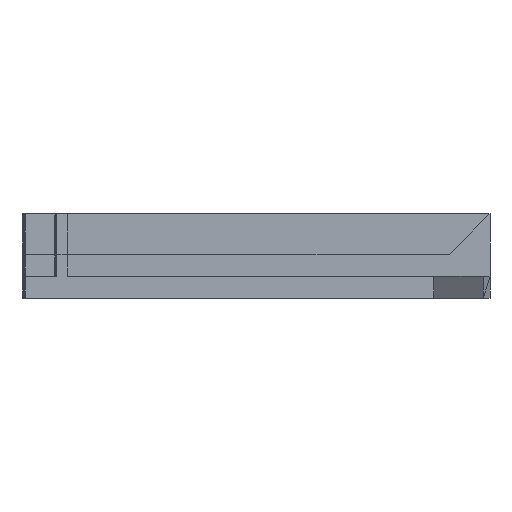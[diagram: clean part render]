
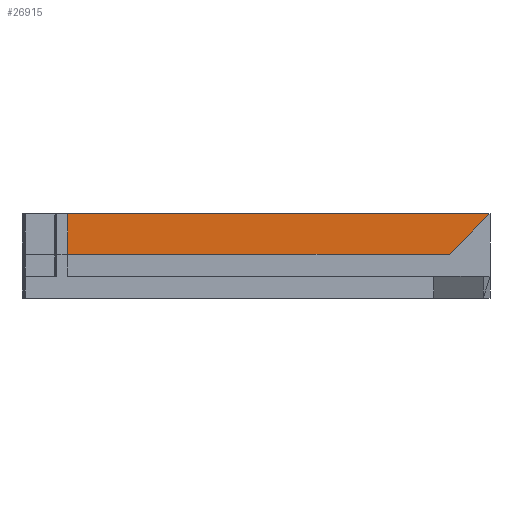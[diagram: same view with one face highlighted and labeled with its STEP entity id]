
A CAD part, left-side view. The second image highlights one B-rep face of the part: STEP entity #26915.
In plain terms, the highlighted face is planar.
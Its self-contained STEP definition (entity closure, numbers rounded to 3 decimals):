
#20814 = PLANE('',#20815);
#20815 = AXIS2_PLACEMENT_3D('',#20816,#20817,#20818);
#20816 = CARTESIAN_POINT('',(-45.769,3.302,27.));
#20817 = DIRECTION('',(0.,0.,1.));
#20818 = DIRECTION('',(1.,0.,-0.));
#21497 = PLANE('',#21498);
#21498 = AXIS2_PLACEMENT_3D('',#21499,#21500,#21501);
#21499 = CARTESIAN_POINT('',(-47.536,63.35,20.5));
#21500 = DIRECTION('',(-0.,-1.,-0.));
#21501 = DIRECTION('',(0.,0.,-1.));
#25696 = PLANE('',#25697);
#25697 = AXIS2_PLACEMENT_3D('',#25698,#25699,#25700);
#25698 = CARTESIAN_POINT('',(-45.736,-71.397,
    7.975));
#25699 = DIRECTION('',(-0.,-1.,-0.));
#25700 = DIRECTION('',(0.,0.,-1.));
#26047 = VERTEX_POINT('',#26048);
#26048 = CARTESIAN_POINT('',(-46.836,-71.397,27.));
#26069 = EDGE_CURVE('',#26070,#26047,#26072,.T.);
#26070 = VERTEX_POINT('',#26071);
#26071 = CARTESIAN_POINT('',(-46.836,-71.397,
    26.997));
#26072 = SURFACE_CURVE('',#26073,(#26077,#26084),.PCURVE_S1.);
#26073 = LINE('',#26074,#26075);
#26074 = CARTESIAN_POINT('',(-46.836,-71.397,
    26.997));
#26075 = VECTOR('',#26076,1.);
#26076 = DIRECTION('',(0.,0.,1.));
#26077 = PCURVE('',#25696,#26078);
#26078 = DEFINITIONAL_REPRESENTATION('',(#26079),#26083);
#26079 = LINE('',#26080,#26081);
#26080 = CARTESIAN_POINT('',(-19.022,-1.1));
#26081 = VECTOR('',#26082,1.);
#26082 = DIRECTION('',(-1.,0.));
#26083 = ( GEOMETRIC_REPRESENTATION_CONTEXT(2) 
PARAMETRIC_REPRESENTATION_CONTEXT() REPRESENTATION_CONTEXT('2D SPACE',''
  ) );
#26084 = PCURVE('',#26085,#26090);
#26085 = PLANE('',#26086);
#26086 = AXIS2_PLACEMENT_3D('',#26087,#26088,#26089);
#26087 = CARTESIAN_POINT('',(-46.836,-2.12,
    20.793));
#26088 = DIRECTION('',(-1.,-0.,-0.));
#26089 = DIRECTION('',(0.,0.,-1.));
#26090 = DEFINITIONAL_REPRESENTATION('',(#26091),#26095);
#26091 = LINE('',#26092,#26093);
#26092 = CARTESIAN_POINT('',(-6.204,69.277));
#26093 = VECTOR('',#26094,1.);
#26094 = DIRECTION('',(-1.,0.));
#26095 = ( GEOMETRIC_REPRESENTATION_CONTEXT(2) 
PARAMETRIC_REPRESENTATION_CONTEXT() REPRESENTATION_CONTEXT('2D SPACE',''
  ) );
#26113 = PLANE('',#26114);
#26114 = AXIS2_PLACEMENT_3D('',#26115,#26116,#26117);
#26115 = CARTESIAN_POINT('',(-47.536,-64.899,
    20.498));
#26116 = DIRECTION('',(0.,0.707,0.707));
#26117 = DIRECTION('',(0.,0.707,-0.707));
#26368 = PLANE('',#26369);
#26369 = AXIS2_PLACEMENT_3D('',#26370,#26371,#26372);
#26370 = CARTESIAN_POINT('',(-47.536,2.475,14.));
#26371 = DIRECTION('',(0.,0.,1.));
#26372 = DIRECTION('',(1.,0.,-0.));
#26485 = VERTEX_POINT('',#26486);
#26486 = CARTESIAN_POINT('',(-46.836,63.35,14.));
#26509 = VERTEX_POINT('',#26510);
#26510 = CARTESIAN_POINT('',(-46.836,-58.4,14.));
#26531 = EDGE_CURVE('',#26485,#26509,#26532,.T.);
#26532 = SURFACE_CURVE('',#26533,(#26537,#26544),.PCURVE_S1.);
#26533 = LINE('',#26534,#26535);
#26534 = CARTESIAN_POINT('',(-46.836,63.35,14.));
#26535 = VECTOR('',#26536,1.);
#26536 = DIRECTION('',(0.,-1.,0.));
#26537 = PCURVE('',#26368,#26538);
#26538 = DEFINITIONAL_REPRESENTATION('',(#26539),#26543);
#26539 = LINE('',#26540,#26541);
#26540 = CARTESIAN_POINT('',(0.7,60.875));
#26541 = VECTOR('',#26542,1.);
#26542 = DIRECTION('',(0.,-1.));
#26543 = ( GEOMETRIC_REPRESENTATION_CONTEXT(2) 
PARAMETRIC_REPRESENTATION_CONTEXT() REPRESENTATION_CONTEXT('2D SPACE',''
  ) );
#26544 = PCURVE('',#26085,#26545);
#26545 = DEFINITIONAL_REPRESENTATION('',(#26546),#26550);
#26546 = LINE('',#26547,#26548);
#26547 = CARTESIAN_POINT('',(6.793,-65.47));
#26548 = VECTOR('',#26549,1.);
#26549 = DIRECTION('',(0.,1.));
#26550 = ( GEOMETRIC_REPRESENTATION_CONTEXT(2) 
PARAMETRIC_REPRESENTATION_CONTEXT() REPRESENTATION_CONTEXT('2D SPACE',''
  ) );
#26840 = VERTEX_POINT('',#26841);
#26841 = CARTESIAN_POINT('',(-46.836,63.35,27.));
#26862 = EDGE_CURVE('',#26840,#26047,#26863,.T.);
#26863 = SURFACE_CURVE('',#26864,(#26868,#26875),.PCURVE_S1.);
#26864 = LINE('',#26865,#26866);
#26865 = CARTESIAN_POINT('',(-46.836,63.35,27.));
#26866 = VECTOR('',#26867,1.);
#26867 = DIRECTION('',(0.,-1.,0.));
#26868 = PCURVE('',#20814,#26869);
#26869 = DEFINITIONAL_REPRESENTATION('',(#26870),#26874);
#26870 = LINE('',#26871,#26872);
#26871 = CARTESIAN_POINT('',(-1.067,60.048));
#26872 = VECTOR('',#26873,1.);
#26873 = DIRECTION('',(0.,-1.));
#26874 = ( GEOMETRIC_REPRESENTATION_CONTEXT(2) 
PARAMETRIC_REPRESENTATION_CONTEXT() REPRESENTATION_CONTEXT('2D SPACE',''
  ) );
#26875 = PCURVE('',#26085,#26876);
#26876 = DEFINITIONAL_REPRESENTATION('',(#26877),#26881);
#26877 = LINE('',#26878,#26879);
#26878 = CARTESIAN_POINT('',(-6.207,-65.47));
#26879 = VECTOR('',#26880,1.);
#26880 = DIRECTION('',(0.,1.));
#26881 = ( GEOMETRIC_REPRESENTATION_CONTEXT(2) 
PARAMETRIC_REPRESENTATION_CONTEXT() REPRESENTATION_CONTEXT('2D SPACE',''
  ) );
#26915 = ADVANCED_FACE('',(#26916),#26085,.F.);
#26916 = FACE_BOUND('',#26917,.F.);
#26917 = EDGE_LOOP('',(#26918,#26939,#26940,#26961,#26962));
#26918 = ORIENTED_EDGE('',*,*,#26919,.F.);
#26919 = EDGE_CURVE('',#26485,#26840,#26920,.T.);
#26920 = SURFACE_CURVE('',#26921,(#26925,#26932),.PCURVE_S1.);
#26921 = LINE('',#26922,#26923);
#26922 = CARTESIAN_POINT('',(-46.836,63.35,14.));
#26923 = VECTOR('',#26924,1.);
#26924 = DIRECTION('',(0.,0.,1.));
#26925 = PCURVE('',#26085,#26926);
#26926 = DEFINITIONAL_REPRESENTATION('',(#26927),#26931);
#26927 = LINE('',#26928,#26929);
#26928 = CARTESIAN_POINT('',(6.793,-65.47));
#26929 = VECTOR('',#26930,1.);
#26930 = DIRECTION('',(-1.,0.));
#26931 = ( GEOMETRIC_REPRESENTATION_CONTEXT(2) 
PARAMETRIC_REPRESENTATION_CONTEXT() REPRESENTATION_CONTEXT('2D SPACE',''
  ) );
#26932 = PCURVE('',#21497,#26933);
#26933 = DEFINITIONAL_REPRESENTATION('',(#26934),#26938);
#26934 = LINE('',#26935,#26936);
#26935 = CARTESIAN_POINT('',(6.5,0.7));
#26936 = VECTOR('',#26937,1.);
#26937 = DIRECTION('',(-1.,0.));
#26938 = ( GEOMETRIC_REPRESENTATION_CONTEXT(2) 
PARAMETRIC_REPRESENTATION_CONTEXT() REPRESENTATION_CONTEXT('2D SPACE',''
  ) );
#26939 = ORIENTED_EDGE('',*,*,#26531,.T.);
#26940 = ORIENTED_EDGE('',*,*,#26941,.T.);
#26941 = EDGE_CURVE('',#26509,#26070,#26942,.T.);
#26942 = SURFACE_CURVE('',#26943,(#26947,#26954),.PCURVE_S1.);
#26943 = LINE('',#26944,#26945);
#26944 = CARTESIAN_POINT('',(-46.836,-58.4,14.));
#26945 = VECTOR('',#26946,1.);
#26946 = DIRECTION('',(0.,-0.707,0.707));
#26947 = PCURVE('',#26085,#26948);
#26948 = DEFINITIONAL_REPRESENTATION('',(#26949),#26953);
#26949 = LINE('',#26950,#26951);
#26950 = CARTESIAN_POINT('',(6.793,56.28));
#26951 = VECTOR('',#26952,1.);
#26952 = DIRECTION('',(-0.707,0.707));
#26953 = ( GEOMETRIC_REPRESENTATION_CONTEXT(2) 
PARAMETRIC_REPRESENTATION_CONTEXT() REPRESENTATION_CONTEXT('2D SPACE',''
  ) );
#26954 = PCURVE('',#26113,#26955);
#26955 = DEFINITIONAL_REPRESENTATION('',(#26956),#26960);
#26956 = LINE('',#26957,#26958);
#26957 = CARTESIAN_POINT('',(9.19,-0.7));
#26958 = VECTOR('',#26959,1.);
#26959 = DIRECTION('',(-1.,0.));
#26960 = ( GEOMETRIC_REPRESENTATION_CONTEXT(2) 
PARAMETRIC_REPRESENTATION_CONTEXT() REPRESENTATION_CONTEXT('2D SPACE',''
  ) );
#26961 = ORIENTED_EDGE('',*,*,#26069,.T.);
#26962 = ORIENTED_EDGE('',*,*,#26862,.F.);
